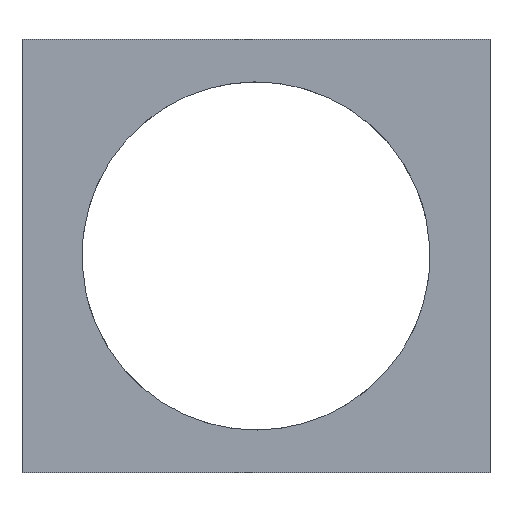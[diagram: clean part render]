
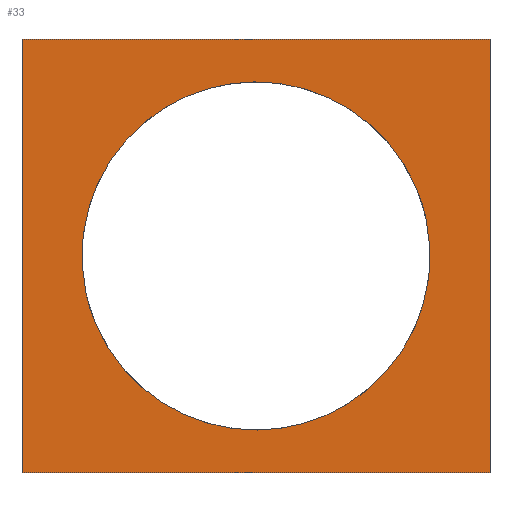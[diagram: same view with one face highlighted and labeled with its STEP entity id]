
A CAD part, top view. The second image highlights one B-rep face of the part: STEP entity #33.
In plain terms, the highlighted planar face has unit normal (0, 0, 1).
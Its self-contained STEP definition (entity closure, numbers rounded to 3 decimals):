
#14=FACE_BOUND('',#168,.T.);
#33=ADVANCED_FACE('',(#100,#14),#999,.T.);
#100=FACE_OUTER_BOUND('',#167,.T.);
#167=EDGE_LOOP('',(#261,#262,#263,#264));
#168=EDGE_LOOP('',(#265,#266));
#261=ORIENTED_EDGE('',*,*,#577,.T.);
#262=ORIENTED_EDGE('',*,*,#578,.T.);
#263=ORIENTED_EDGE('',*,*,#579,.T.);
#264=ORIENTED_EDGE('',*,*,#580,.T.);
#265=ORIENTED_EDGE('',*,*,#575,.T.);
#266=ORIENTED_EDGE('',*,*,#574,.T.);
#574=EDGE_CURVE('',#896,#893,#748,.T.);
#575=EDGE_CURVE('',#893,#896,#749,.T.);
#577=EDGE_CURVE('',#898,#897,#727,.T.);
#578=EDGE_CURVE('',#897,#899,#728,.T.);
#579=EDGE_CURVE('',#899,#900,#729,.T.);
#580=EDGE_CURVE('',#900,#898,#730,.T.);
#727=B_SPLINE_CURVE_WITH_KNOTS('',1,(#1515,#1516),.UNSPECIFIED.,.F.,.F.,
(2,2),(0.,1.),.UNSPECIFIED.);
#728=B_SPLINE_CURVE_WITH_KNOTS('',1,(#1517,#1518),.UNSPECIFIED.,.F.,.F.,
(2,2),(1.,2.),.UNSPECIFIED.);
#729=B_SPLINE_CURVE_WITH_KNOTS('',1,(#1519,#1520),.UNSPECIFIED.,.F.,.F.,
(2,2),(2.,3.),.UNSPECIFIED.);
#730=B_SPLINE_CURVE_WITH_KNOTS('',1,(#1521,#1522),.UNSPECIFIED.,.F.,.F.,
(2,2),(3.,4.),.UNSPECIFIED.);
#748=(
BOUNDED_CURVE()
B_SPLINE_CURVE(2,(#1500,#1501,#1502,#1503,#1504),.UNSPECIFIED.,.F.,.F.)
B_SPLINE_CURVE_WITH_KNOTS((3,2,3),(-302.572,-226.929,
-151.286),.UNSPECIFIED.)
CURVE()
GEOMETRIC_REPRESENTATION_ITEM()
RATIONAL_B_SPLINE_CURVE((1.,0.707,1.,0.707,1.))
REPRESENTATION_ITEM('')
);
#749=(
BOUNDED_CURVE()
B_SPLINE_CURVE(2,(#1505,#1506,#1507,#1508,#1509),.UNSPECIFIED.,.F.,.F.)
B_SPLINE_CURVE_WITH_KNOTS((3,2,3),(-151.286,-75.643,
0.),.UNSPECIFIED.)
CURVE()
GEOMETRIC_REPRESENTATION_ITEM()
RATIONAL_B_SPLINE_CURVE((1.,0.707,1.,0.707,1.))
REPRESENTATION_ITEM('')
);
#893=VERTEX_POINT('',#1363);
#896=VERTEX_POINT('',#1366);
#897=VERTEX_POINT('',#1367);
#898=VERTEX_POINT('',#1368);
#899=VERTEX_POINT('',#1369);
#900=VERTEX_POINT('',#1370);
#999=PLANE('',#1158);
#1158=AXIS2_PLACEMENT_3D('',#1298,#1228,$);
#1228=DIRECTION('',(0.,0.,1.));
#1298=CARTESIAN_POINT('',(65.,-60.18,181.997));
#1363=CARTESIAN_POINT('',(47.192,10.546,181.997));
#1366=CARTESIAN_POINT('',(-47.192,-10.546,181.997));
#1367=CARTESIAN_POINT('',(65.,-60.18,181.997));
#1368=CARTESIAN_POINT('',(-65.,-60.18,181.997));
#1369=CARTESIAN_POINT('',(65.,60.18,181.997));
#1370=CARTESIAN_POINT('',(-65.,60.18,181.997));
#1500=CARTESIAN_POINT('',(-47.192,-10.546,181.997));
#1501=CARTESIAN_POINT('',(-57.738,36.646,181.997));
#1502=CARTESIAN_POINT('',(-10.546,47.192,181.997));
#1503=CARTESIAN_POINT('',(36.646,57.738,181.997));
#1504=CARTESIAN_POINT('',(47.192,10.546,181.997));
#1505=CARTESIAN_POINT('',(47.192,10.546,181.997));
#1506=CARTESIAN_POINT('',(57.738,-36.646,181.997));
#1507=CARTESIAN_POINT('',(10.546,-47.192,181.997));
#1508=CARTESIAN_POINT('',(-36.646,-57.738,181.997));
#1509=CARTESIAN_POINT('',(-47.192,-10.546,181.997));
#1515=CARTESIAN_POINT('',(-65.,-60.18,181.997));
#1516=CARTESIAN_POINT('',(65.,-60.18,181.997));
#1517=CARTESIAN_POINT('',(65.,-60.18,181.997));
#1518=CARTESIAN_POINT('',(65.,60.18,181.997));
#1519=CARTESIAN_POINT('',(65.,60.18,181.997));
#1520=CARTESIAN_POINT('',(-65.,60.18,181.997));
#1521=CARTESIAN_POINT('',(-65.,60.18,181.997));
#1522=CARTESIAN_POINT('',(-65.,-60.18,181.997));
